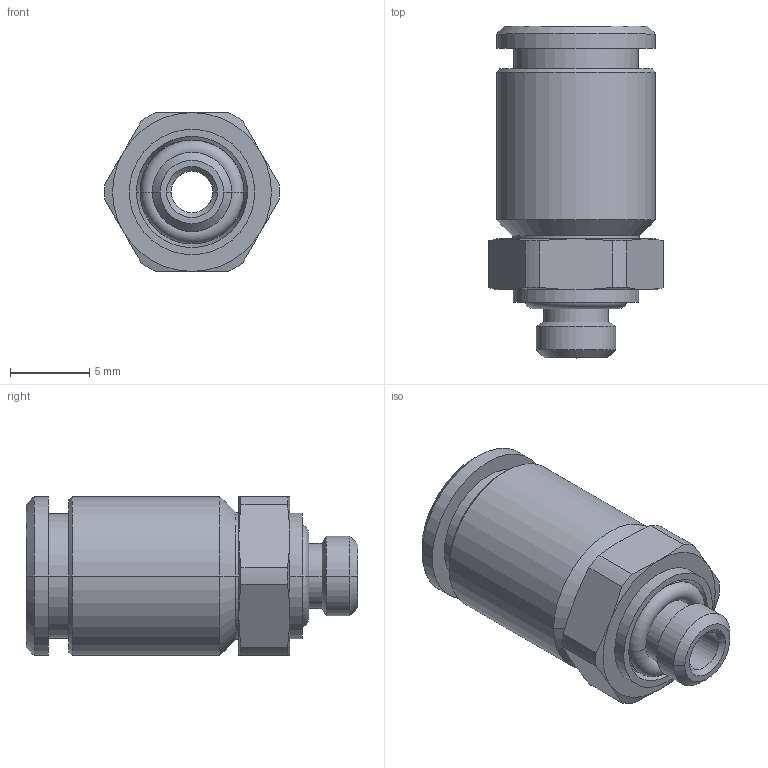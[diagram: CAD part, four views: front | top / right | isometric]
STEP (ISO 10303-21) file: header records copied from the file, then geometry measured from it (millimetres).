
FILE_DESCRIPTION((''),'2;1');
FILE_NAME('380060B_951X4-6F-M5','2008-08-18T',('avs308'),(''),'PRO/ENGINEER BY PARAMETRIC TECHNOLOGY CORPORATION, 2008070','PRO/ENGINEER BY PARAMETRIC TECHNOLOGY CORPORATION, 2008070','');
FILE_SCHEMA(('CONFIG_CONTROL_DESIGN'));
Length unit declared in the file: millimetre
Products named in the file (1): 380060B_951X4-6F-M5
Bounding box: 10.99 x 20.9 x 10 mm (x, y, z)
Volume: 877.3 mm3; surface area: 1246 mm2
Topology: 2 solids, 2 shells, 72 faces, 154 edges, 90 vertices
Faces by surface type: cone 30, cylinder 24, plane 14, torus 4
Entity records: 2016 total; most frequent: CARTESIAN_POINT 400, DIRECTION 356, ORIENTED_EDGE 308, AXIS2_PLACEMENT_3D 154, EDGE_CURVE 154, VERTEX_POINT 90, CIRCLE 82, EDGE_LOOP 80
